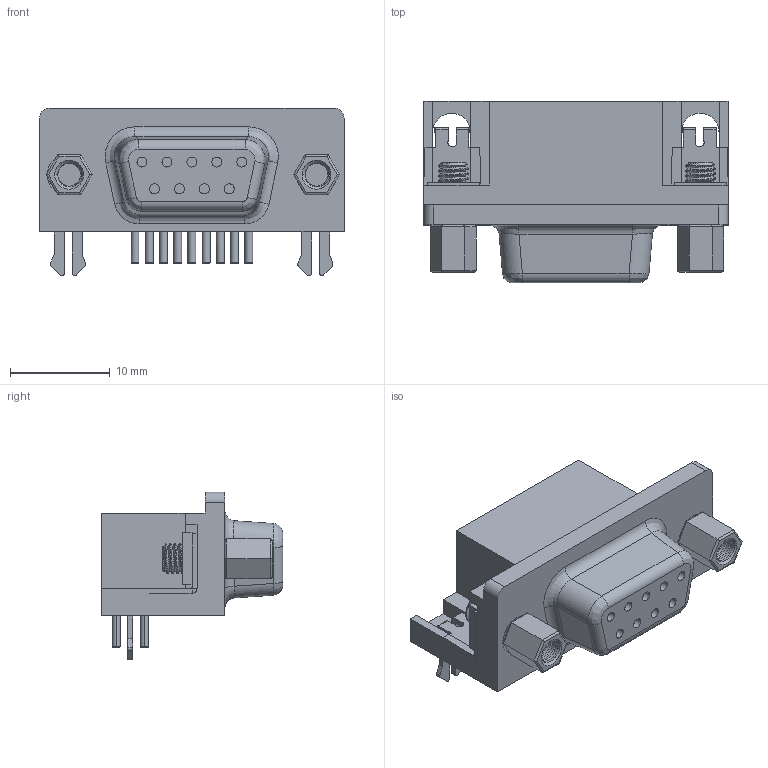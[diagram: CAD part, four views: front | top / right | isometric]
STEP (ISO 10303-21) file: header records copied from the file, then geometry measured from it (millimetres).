
FILE_DESCRIPTION((''),'2;1');
FILE_NAME('FDB00902_ASM','2019-01-08T',('txgagongcheng002'),(''),'PRO/ENGINEER BY PARAMETRIC TECHNOLOGY CORPORATION, 2010370','PRO/ENGINEER BY PARAMETRIC TECHNOLOGY CORPORATION, 2010370','');
FILE_SCHEMA(('CONFIG_CONTROL_DESIGN'));
Length unit declared in the file: millimetre
Products named in the file (6): S-FM-9P_11; CHAJIAN_5; LUODING_5; DIANKUAI_1; S-FM-9P_ASM_11_ASM; FDB00902_ASM
Assembly tree (8 placements, depth 3):
  FDB00902_ASM
    S-FM-9P_ASM_11_ASM
      S-FM-9P_11
      CHAJIAN_5  x2
      LUODING_5  x2
      DIANKUAI_1  x2
Bounding box: 30.57 x 18.21 x 16.82 mm (x, y, z)
Volume: 3446.6 mm3; surface area: 3422.6 mm2
Topology: 7 solids, 7 shells, 450 faces, 1232 edges, 810 vertices
Faces by surface type: cylinder 192, plane 176, bspline 40, torus 34, cone 8
Entity records: 15280 total; most frequent: CARTESIAN_POINT 7282, ORIENTED_EDGE 1708, DIRECTION 1574, EDGE_CURVE 854, VERTEX_POINT 559, AXIS2_PLACEMENT_3D 558, VECTOR 458, LINE 458
